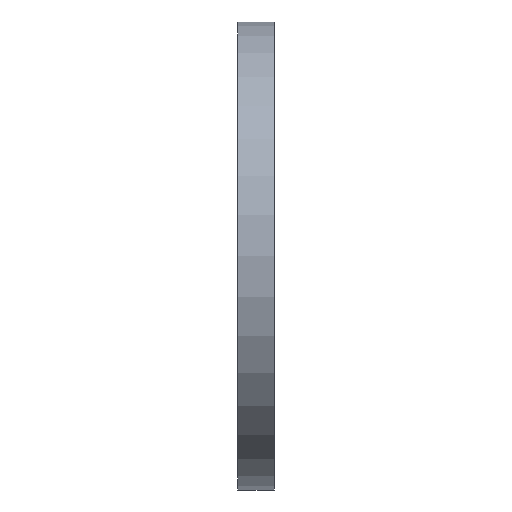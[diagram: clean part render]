
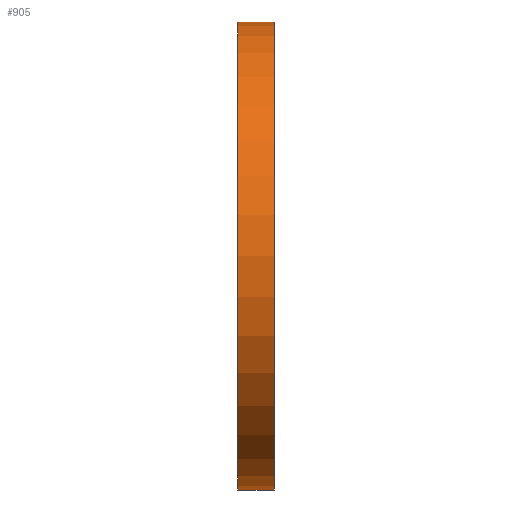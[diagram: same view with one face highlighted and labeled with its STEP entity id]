
A CAD part, left-side view. The second image highlights one B-rep face of the part: STEP entity #905.
In plain terms, the highlighted cylindrical face has radius 15.975 mm (diameter 31.95 mm), a partial arc.
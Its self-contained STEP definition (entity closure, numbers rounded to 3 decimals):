
#117 = ORIENTED_EDGE ( 'NONE', *, *, #13298, .T. ) ;
#905 = ADVANCED_FACE ( 'NONE', ( #4888 ), #1449, .T. ) ;
#947 = CARTESIAN_POINT ( 'NONE',  ( 0., 1.25, 15.975 ) ) ;
#977 = DIRECTION ( 'NONE',  ( 0., -1., 0. ) ) ;
#1138 = EDGE_LOOP ( 'NONE', ( #6084, #10148, #5249, #117 ) ) ;
#1449 = CYLINDRICAL_SURFACE ( 'NONE', #8061, 15.975 ) ;
#2116 = DIRECTION ( 'NONE',  ( 0., 0., -1. ) ) ;
#2218 = CARTESIAN_POINT ( 'NONE',  ( 0., -1.25, 15.975 ) ) ;
#2605 = CIRCLE ( 'NONE', #10409, 15.975 ) ;
#3602 = VECTOR ( 'NONE', #6141, 1000. ) ;
#3985 = DIRECTION ( 'NONE',  ( 0., 1., 0. ) ) ;
#4173 = CARTESIAN_POINT ( 'NONE',  ( 0., 1.25, 0. ) ) ;
#4187 = VERTEX_POINT ( 'NONE', #11849 ) ;
#4367 = CIRCLE ( 'NONE', #8638, 15.975 ) ;
#4888 = FACE_OUTER_BOUND ( 'NONE', #1138, .T. ) ;
#5138 = EDGE_CURVE ( 'NONE', #9587, #7035, #8640, .T. ) ;
#5249 = ORIENTED_EDGE ( 'NONE', *, *, #7577, .T. ) ;
#6075 = DIRECTION ( 'NONE',  ( 0., 0., 1. ) ) ;
#6084 = ORIENTED_EDGE ( 'NONE', *, *, #5138, .F. ) ;
#6141 = DIRECTION ( 'NONE',  ( 0., -1., 0. ) ) ;
#6176 = DIRECTION ( 'NONE',  ( 0., 0., 1. ) ) ;
#6439 = EDGE_CURVE ( 'NONE', #13057, #9587, #2605, .T. ) ;
#6469 = CARTESIAN_POINT ( 'NONE',  ( 0., 1.25, 15.975 ) ) ;
#7035 = VERTEX_POINT ( 'NONE', #2218 ) ;
#7201 = CARTESIAN_POINT ( 'NONE',  ( 0., -1.25, 0. ) ) ;
#7577 = EDGE_CURVE ( 'NONE', #13057, #4187, #12656, .T. ) ;
#7735 = CARTESIAN_POINT ( 'NONE',  ( 0., 1.25, -15.975 ) ) ;
#8061 = AXIS2_PLACEMENT_3D ( 'NONE', #4173, #977, #2116 ) ;
#8129 = VECTOR ( 'NONE', #8779, 1000. ) ;
#8638 = AXIS2_PLACEMENT_3D ( 'NONE', #7201, #3985, #6075 ) ;
#8640 = LINE ( 'NONE', #947, #3602 ) ;
#8779 = DIRECTION ( 'NONE',  ( 0., -1., 0. ) ) ;
#9587 = VERTEX_POINT ( 'NONE', #6469 ) ;
#9657 = CARTESIAN_POINT ( 'NONE',  ( 0., 1.25, -15.975 ) ) ;
#10148 = ORIENTED_EDGE ( 'NONE', *, *, #6439, .F. ) ;
#10409 = AXIS2_PLACEMENT_3D ( 'NONE', #11336, #12508, #6176 ) ;
#11336 = CARTESIAN_POINT ( 'NONE',  ( 0., 1.25, 0. ) ) ;
#11849 = CARTESIAN_POINT ( 'NONE',  ( 0., -1.25, -15.975 ) ) ;
#12508 = DIRECTION ( 'NONE',  ( 0., 1., 0. ) ) ;
#12656 = LINE ( 'NONE', #7735, #8129 ) ;
#13057 = VERTEX_POINT ( 'NONE', #9657 ) ;
#13298 = EDGE_CURVE ( 'NONE', #4187, #7035, #4367, .T. ) ;
